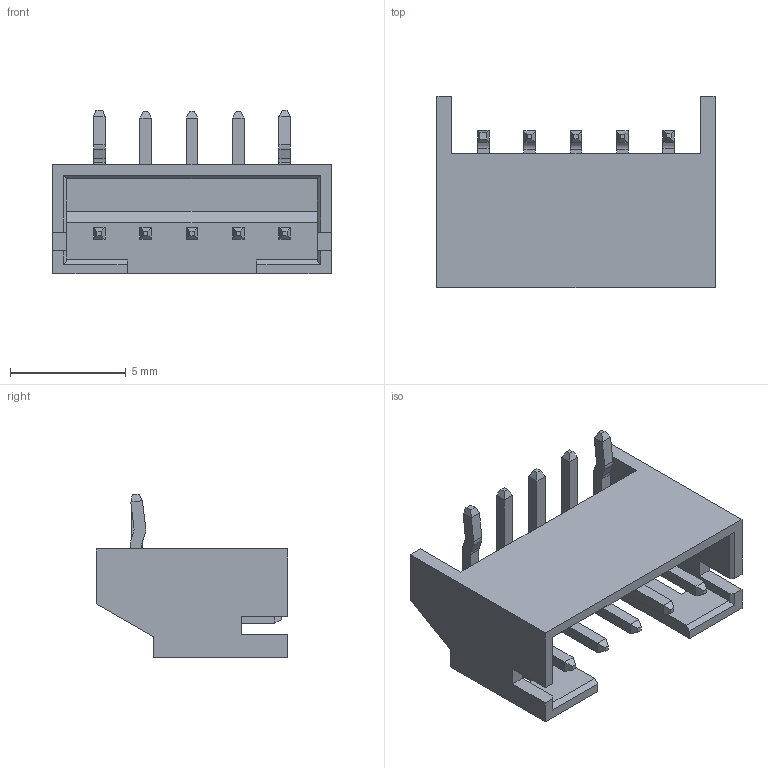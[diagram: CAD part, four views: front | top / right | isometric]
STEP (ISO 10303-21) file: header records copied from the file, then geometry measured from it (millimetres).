
FILE_DESCRIPTION((''),'2;1');
FILE_NAME('WF20002','2018-11-14T',('gongcheng6'),(''),'PRO/ENGINEER BY PARAMETRIC TECHNOLOGY CORPORATION, 2010280','PRO/ENGINEER BY PARAMETRIC TECHNOLOGY CORPORATION, 2010280','');
FILE_SCHEMA(('CONFIG_CONTROL_DESIGN'));
Length unit declared in the file: millimetre
Products named in the file (1): WF20002
Bounding box: 12 x 8.26 x 7.07 mm (x, y, z)
Volume: 157.1 mm3; surface area: 520.5 mm2
Topology: 1 solids, 1 shells, 171 faces, 443 edges, 280 vertices
Faces by surface type: plane 153, cylinder 18
Entity records: 5131 total; most frequent: CARTESIAN_POINT 894, ORIENTED_EDGE 886, DIRECTION 821, EDGE_CURVE 443, VECTOR 407, LINE 407, VERTEX_POINT 280, AXIS2_PLACEMENT_3D 207
